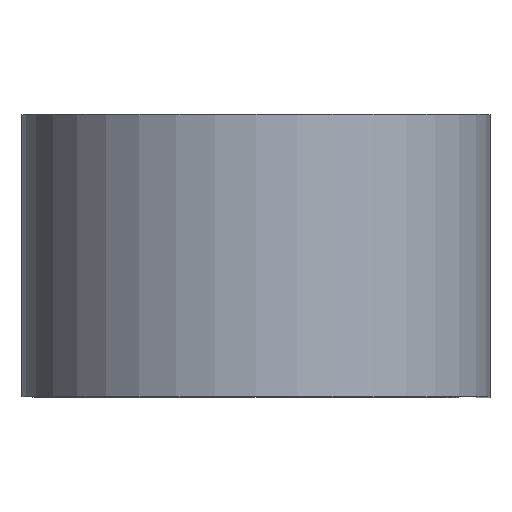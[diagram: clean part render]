
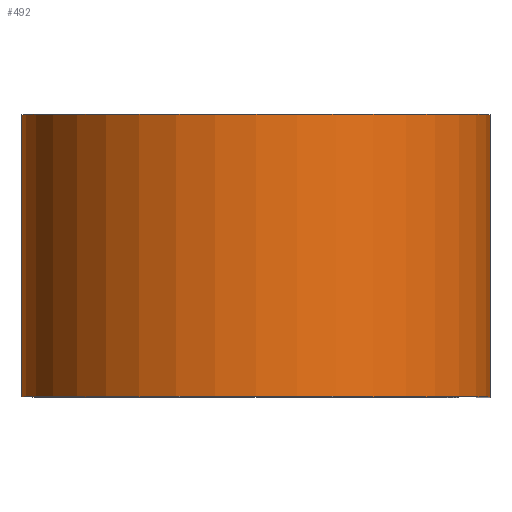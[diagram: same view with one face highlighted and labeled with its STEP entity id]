
A CAD part, top view. The second image highlights one B-rep face of the part: STEP entity #492.
In plain terms, the highlighted cylindrical face has radius 21.057 mm (diameter 42.113 mm), a partial arc.
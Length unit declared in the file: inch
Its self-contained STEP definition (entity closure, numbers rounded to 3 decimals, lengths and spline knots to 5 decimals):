
#31 = DIRECTION ( 'NONE',  ( 1., 0., 0. ) ) ;
#36 = AXIS2_PLACEMENT_3D ( 'NONE', #65, #71, #31 ) ;
#47 = AXIS2_PLACEMENT_3D ( 'NONE', #621, #310, #238 ) ;
#54 = DIRECTION ( 'NONE',  ( 0., -1., 0. ) ) ;
#65 = CARTESIAN_POINT ( 'NONE',  ( 0., 0.5, 0. ) ) ;
#71 = DIRECTION ( 'NONE',  ( 0., 1., 0. ) ) ;
#101 = ORIENTED_EDGE ( 'NONE', *, *, #634, .F. ) ;
#117 = EDGE_CURVE ( 'NONE', #218, #404, #442, .T. ) ;
#122 = EDGE_LOOP ( 'NONE', ( #382, #101, #561, #329 ) ) ;
#137 = CARTESIAN_POINT ( 'NONE',  ( 0., 0.5, -0.829 ) ) ;
#158 = CARTESIAN_POINT ( 'NONE',  ( 0.829, 0.5, 0. ) ) ;
#212 = EDGE_CURVE ( 'NONE', #218, #730, #507, .T. ) ;
#218 = VERTEX_POINT ( 'NONE', #137 ) ;
#238 = DIRECTION ( 'NONE',  ( 0., 0., -1. ) ) ;
#296 = VECTOR ( 'NONE', #54, 39.37008 ) ;
#297 = LINE ( 'NONE', #158, #296 ) ;
#310 = DIRECTION ( 'NONE',  ( 0., -1., 0. ) ) ;
#329 = ORIENTED_EDGE ( 'NONE', *, *, #117, .T. ) ;
#341 = CARTESIAN_POINT ( 'NONE',  ( 0.829, 0.5, 0. ) ) ;
#344 = CARTESIAN_POINT ( 'NONE',  ( 0., 0.5, -0.829 ) ) ;
#360 = CARTESIAN_POINT ( 'NONE',  ( 0., -0.5, -0.829 ) ) ;
#370 = FACE_OUTER_BOUND ( 'NONE', #122, .T. ) ;
#371 = CIRCLE ( 'NONE', #622, 0.829 ) ;
#382 = ORIENTED_EDGE ( 'NONE', *, *, #416, .T. ) ;
#404 = VERTEX_POINT ( 'NONE', #360 ) ;
#416 = EDGE_CURVE ( 'NONE', #404, #657, #371, .T. ) ;
#442 = LINE ( 'NONE', #344, #446 ) ;
#446 = VECTOR ( 'NONE', #673, 39.37008 ) ;
#481 = CYLINDRICAL_SURFACE ( 'NONE', #47, 0.829 ) ;
#491 = CARTESIAN_POINT ( 'NONE',  ( 0., -0.5, 0. ) ) ;
#492 = ADVANCED_FACE ( 'NONE', ( #370 ), #481, .T. ) ;
#496 = DIRECTION ( 'NONE',  ( 0., 1., 0. ) ) ;
#505 = DIRECTION ( 'NONE',  ( 1., 0., 0. ) ) ;
#507 = CIRCLE ( 'NONE', #36, 0.829 ) ;
#561 = ORIENTED_EDGE ( 'NONE', *, *, #212, .F. ) ;
#618 = CARTESIAN_POINT ( 'NONE',  ( 0.829, -0.5, 0. ) ) ;
#621 = CARTESIAN_POINT ( 'NONE',  ( 0., 0.5, 0. ) ) ;
#622 = AXIS2_PLACEMENT_3D ( 'NONE', #491, #496, #505 ) ;
#634 = EDGE_CURVE ( 'NONE', #730, #657, #297, .T. ) ;
#657 = VERTEX_POINT ( 'NONE', #618 ) ;
#673 = DIRECTION ( 'NONE',  ( 0., -1., 0. ) ) ;
#730 = VERTEX_POINT ( 'NONE', #341 ) ;
